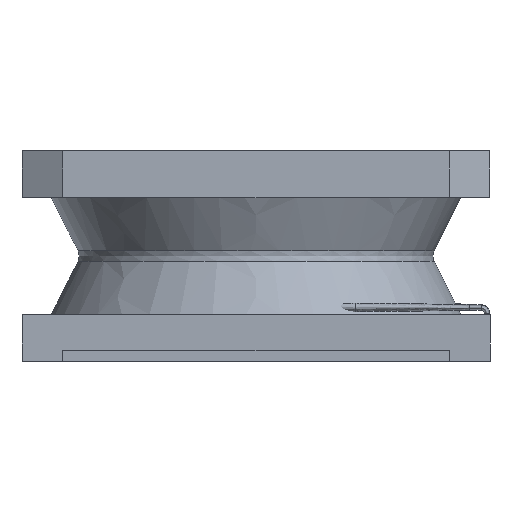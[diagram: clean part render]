
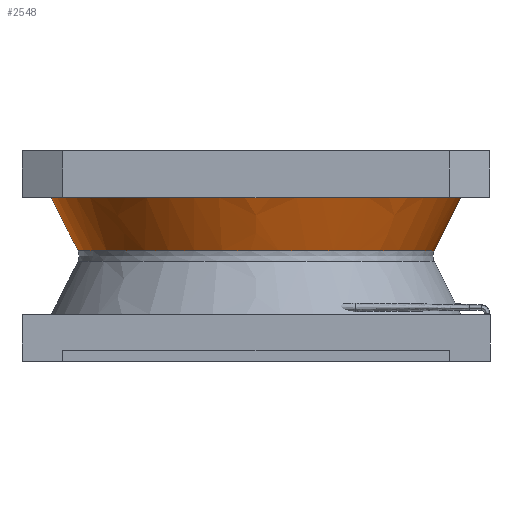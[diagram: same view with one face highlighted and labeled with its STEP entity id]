
A CAD part, left-side view. The second image highlights one B-rep face of the part: STEP entity #2548.
In plain terms, the highlighted free-form (B-spline) face has degree [3, 3] with [18, 4] control points.
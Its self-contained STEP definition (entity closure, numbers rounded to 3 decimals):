
#746=B_SPLINE_SURFACE_WITH_KNOTS('',3,3,((#4626,#4627,#4628,#4629),(#4630,
#4631,#4632,#4633),(#4634,#4635,#4636,#4637),(#4638,#4639,#4640,#4641),
(#4642,#4643,#4644,#4645),(#4646,#4647,#4648,#4649),(#4650,#4651,#4652,
#4653),(#4654,#4655,#4656,#4657),(#4658,#4659,#4660,#4661),(#4662,#4663,
#4664,#4665),(#4666,#4667,#4668,#4669),(#4670,#4671,#4672,#4673),(#4674,
#4675,#4676,#4677),(#4678,#4679,#4680,#4681),(#4682,#4683,#4684,#4685),
(#4686,#4687,#4688,#4689),(#4690,#4691,#4692,#4693),(#4694,#4695,#4696,
#4697)),.RULED_SURF.,.T.,.F.,.F.,(2,2,2,2,2,2,2,2,2,2,2),(4,4),(-0.125,
0.,0.125,0.25,0.375,0.5,0.625,0.75,0.875,1.,1.125),(0.089,
1.),.UNSPECIFIED.);
#780=ORIENTED_EDGE('',*,*,#1498,.F.);
#781=ORIENTED_EDGE('',*,*,#1496,.T.);
#1496=EDGE_CURVE('',#1856,#1856,#2103,.F.);
#1498=EDGE_CURVE('',#1858,#1858,#2105,.T.);
#1856=VERTEX_POINT('',#4513);
#1858=VERTEX_POINT('',#4625);
#2103=B_SPLINE_CURVE_WITH_KNOTS('',3,(#4502,#4503,#4504,#4505,#4506,#4507,
#4508,#4509,#4510,#4511,#4512),.UNSPECIFIED.,.T.,.F.,(1,1,1,1,1,1,1,1,1,
1,1,1,1,1,1),(-0.375,-0.25,-0.125,
0.,0.125,0.25,0.375,
0.5,0.625,0.75,0.875,
1.,1.125,1.25,1.375),
 .UNSPECIFIED.);
#2105=B_SPLINE_CURVE_WITH_KNOTS('',3,(#4606,#4607,#4608,#4609,#4610,#4611,
#4612,#4613,#4614,#4615,#4616,#4617,#4618,#4619,#4620,#4621,#4622,#4623,
#4624),.UNSPECIFIED.,.T.,.F.,(1,1,1,1,1,1,1,1,1,1,1,1,1,1,1,1,1,1,1,1,1,
1,1),(-0.191,-0.128,-0.066,0.,0.059,
0.122,0.184,0.247,0.309,0.372,
0.434,0.497,0.559,0.622,
0.684,0.747,0.809,0.872,
0.934,1.,1.059,1.122,1.184),.UNSPECIFIED.);
#2156=EDGE_LOOP('',(#780));
#2157=EDGE_LOOP('',(#781));
#2351=FACE_BOUND('',#2156,.T.);
#2352=FACE_BOUND('',#2157,.T.);
#2548=ADVANCED_FACE('',(#2351,#2352),#746,.T.);
#4502=CARTESIAN_POINT('',(1.193,1.193,0.045));
#4503=CARTESIAN_POINT('',(1.687,0.,0.045));
#4504=CARTESIAN_POINT('',(1.193,-1.192,0.045));
#4505=CARTESIAN_POINT('',(0.001,-1.687,0.045));
#4506=CARTESIAN_POINT('',(-1.193,-1.193,0.045));
#4507=CARTESIAN_POINT('',(-1.687,0.002,0.045));
#4508=CARTESIAN_POINT('',(-1.191,1.194,0.045));
#4509=CARTESIAN_POINT('',(0.,1.686,0.045));
#4510=CARTESIAN_POINT('',(1.193,1.193,0.045));
#4511=CARTESIAN_POINT('',(1.687,0.,0.045));
#4512=CARTESIAN_POINT('',(1.193,-1.192,0.045));
#4513=CARTESIAN_POINT('',(1.522,0.,0.045));
#4606=CARTESIAN_POINT('',(1.651,-0.712,0.5));
#4607=CARTESIAN_POINT('',(1.796,-0.023,0.5));
#4608=CARTESIAN_POINT('',(1.666,0.663,0.5));
#4609=CARTESIAN_POINT('',(1.295,1.243,0.5));
#4610=CARTESIAN_POINT('',(0.722,1.644,0.5));
#4611=CARTESIAN_POINT('',(0.038,1.795,0.5));
#4612=CARTESIAN_POINT('',(-0.652,1.673,0.5));
#4613=CARTESIAN_POINT('',(-1.243,1.296,0.5));
#4614=CARTESIAN_POINT('',(-1.644,0.722,0.5));
#4615=CARTESIAN_POINT('',(-1.795,0.038,0.5));
#4616=CARTESIAN_POINT('',(-1.673,-0.652,0.5));
#4617=CARTESIAN_POINT('',(-1.296,-1.243,0.5));
#4618=CARTESIAN_POINT('',(-0.722,-1.644,0.5));
#4619=CARTESIAN_POINT('',(-0.038,-1.795,0.5));
#4620=CARTESIAN_POINT('',(0.652,-1.673,0.5));
#4621=CARTESIAN_POINT('',(1.243,-1.296,0.5));
#4622=CARTESIAN_POINT('',(1.651,-0.712,0.5));
#4623=CARTESIAN_POINT('',(1.796,-0.023,0.5));
#4624=CARTESIAN_POINT('',(1.666,0.663,0.5));
#4625=CARTESIAN_POINT('',(1.75,0.,0.5));
#4626=CARTESIAN_POINT('',(1.522,-0.399,0.045));
#4627=CARTESIAN_POINT('',(1.598,-0.418,0.196));
#4628=CARTESIAN_POINT('',(1.674,-0.438,0.348));
#4629=CARTESIAN_POINT('',(1.75,-0.458,0.5));
#4630=CARTESIAN_POINT('',(1.522,0.399,0.045));
#4631=CARTESIAN_POINT('',(1.598,0.418,0.196));
#4632=CARTESIAN_POINT('',(1.674,0.438,0.348));
#4633=CARTESIAN_POINT('',(1.75,0.458,0.5));
#4634=CARTESIAN_POINT('',(1.358,0.795,0.045));
#4635=CARTESIAN_POINT('',(1.426,0.834,0.196));
#4636=CARTESIAN_POINT('',(1.494,0.874,0.348));
#4637=CARTESIAN_POINT('',(1.561,0.913,0.5));
#4638=CARTESIAN_POINT('',(0.795,1.358,0.045));
#4639=CARTESIAN_POINT('',(0.834,1.426,0.196));
#4640=CARTESIAN_POINT('',(0.874,1.494,0.348));
#4641=CARTESIAN_POINT('',(0.913,1.561,0.5));
#4642=CARTESIAN_POINT('',(0.399,1.522,0.045));
#4643=CARTESIAN_POINT('',(0.418,1.598,0.196));
#4644=CARTESIAN_POINT('',(0.438,1.674,0.348));
#4645=CARTESIAN_POINT('',(0.458,1.75,0.5));
#4646=CARTESIAN_POINT('',(-0.399,1.522,0.045));
#4647=CARTESIAN_POINT('',(-0.418,1.598,0.196));
#4648=CARTESIAN_POINT('',(-0.438,1.674,0.348));
#4649=CARTESIAN_POINT('',(-0.458,1.75,0.5));
#4650=CARTESIAN_POINT('',(-0.795,1.358,0.045));
#4651=CARTESIAN_POINT('',(-0.834,1.426,0.196));
#4652=CARTESIAN_POINT('',(-0.874,1.494,0.348));
#4653=CARTESIAN_POINT('',(-0.913,1.561,0.5));
#4654=CARTESIAN_POINT('',(-1.358,0.795,0.045));
#4655=CARTESIAN_POINT('',(-1.426,0.834,0.196));
#4656=CARTESIAN_POINT('',(-1.494,0.874,0.348));
#4657=CARTESIAN_POINT('',(-1.561,0.913,0.5));
#4658=CARTESIAN_POINT('',(-1.522,0.399,0.045));
#4659=CARTESIAN_POINT('',(-1.598,0.418,0.196));
#4660=CARTESIAN_POINT('',(-1.674,0.438,0.348));
#4661=CARTESIAN_POINT('',(-1.75,0.458,0.5));
#4662=CARTESIAN_POINT('',(-1.522,-0.399,0.045));
#4663=CARTESIAN_POINT('',(-1.598,-0.418,0.196));
#4664=CARTESIAN_POINT('',(-1.674,-0.438,0.348));
#4665=CARTESIAN_POINT('',(-1.75,-0.458,0.5));
#4666=CARTESIAN_POINT('',(-1.358,-0.795,0.045));
#4667=CARTESIAN_POINT('',(-1.426,-0.834,0.196));
#4668=CARTESIAN_POINT('',(-1.494,-0.874,0.348));
#4669=CARTESIAN_POINT('',(-1.561,-0.913,0.5));
#4670=CARTESIAN_POINT('',(-0.795,-1.358,0.045));
#4671=CARTESIAN_POINT('',(-0.834,-1.426,0.196));
#4672=CARTESIAN_POINT('',(-0.874,-1.494,0.348));
#4673=CARTESIAN_POINT('',(-0.913,-1.561,0.5));
#4674=CARTESIAN_POINT('',(-0.399,-1.522,0.045));
#4675=CARTESIAN_POINT('',(-0.418,-1.598,0.196));
#4676=CARTESIAN_POINT('',(-0.438,-1.674,0.348));
#4677=CARTESIAN_POINT('',(-0.458,-1.75,0.5));
#4678=CARTESIAN_POINT('',(0.399,-1.522,0.045));
#4679=CARTESIAN_POINT('',(0.418,-1.598,0.196));
#4680=CARTESIAN_POINT('',(0.438,-1.674,0.348));
#4681=CARTESIAN_POINT('',(0.458,-1.75,0.5));
#4682=CARTESIAN_POINT('',(0.795,-1.358,0.045));
#4683=CARTESIAN_POINT('',(0.834,-1.426,0.196));
#4684=CARTESIAN_POINT('',(0.874,-1.494,0.348));
#4685=CARTESIAN_POINT('',(0.913,-1.561,0.5));
#4686=CARTESIAN_POINT('',(1.358,-0.795,0.045));
#4687=CARTESIAN_POINT('',(1.426,-0.834,0.196));
#4688=CARTESIAN_POINT('',(1.494,-0.874,0.348));
#4689=CARTESIAN_POINT('',(1.561,-0.913,0.5));
#4690=CARTESIAN_POINT('',(1.522,-0.399,0.045));
#4691=CARTESIAN_POINT('',(1.598,-0.418,0.196));
#4692=CARTESIAN_POINT('',(1.674,-0.438,0.348));
#4693=CARTESIAN_POINT('',(1.75,-0.458,0.5));
#4694=CARTESIAN_POINT('',(1.522,0.399,0.045));
#4695=CARTESIAN_POINT('',(1.598,0.418,0.196));
#4696=CARTESIAN_POINT('',(1.674,0.438,0.348));
#4697=CARTESIAN_POINT('',(1.75,0.458,0.5));
